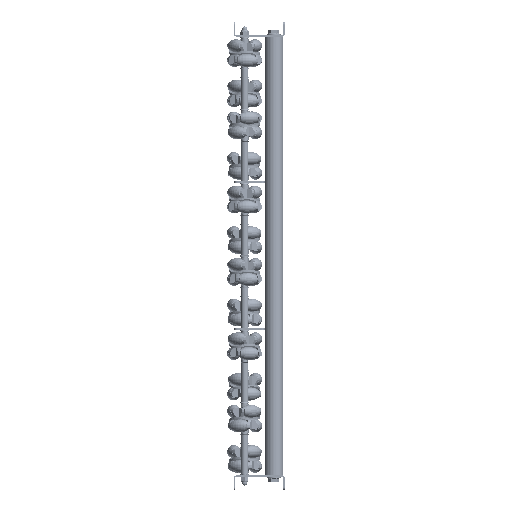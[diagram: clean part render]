
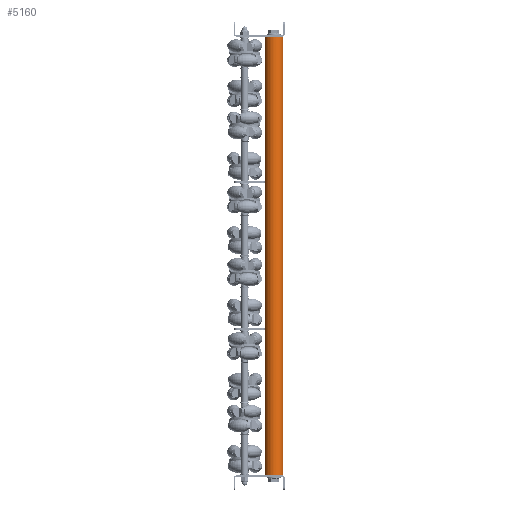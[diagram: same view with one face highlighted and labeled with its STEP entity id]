
A CAD part, left-side view. The second image highlights one B-rep face of the part: STEP entity #5160.
In plain terms, the highlighted cylindrical face has radius 12.5 mm (diameter 25 mm), a partial arc.
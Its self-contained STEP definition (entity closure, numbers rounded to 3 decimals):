
#308 = DIRECTION ( 'NONE',  ( -1., 0., 0. ) ) ;
#875 = DIRECTION ( 'NONE',  ( -1., 0., 0. ) ) ;
#1426 = CARTESIAN_POINT ( 'NONE',  ( 1., 0., 0. ) ) ;
#1656 = CARTESIAN_POINT ( 'NONE',  ( 600., 0., 0. ) ) ;
#1921 = ORIENTED_EDGE ( 'NONE', *, *, #7209, .T. ) ;
#3065 = CYLINDRICAL_SURFACE ( 'NONE', #8719, 12.5 ) ;
#3416 = LINE ( 'NONE', #12073, #8609 ) ;
#4074 = LINE ( 'NONE', #16801, #17159 ) ;
#5160 = ADVANCED_FACE ( 'NONE', ( #7267 ), #3065, .T. ) ;
#5573 = CIRCLE ( 'NONE', #16185, 12.5 ) ;
#5949 = ORIENTED_EDGE ( 'NONE', *, *, #13318, .T. ) ;
#6387 = CARTESIAN_POINT ( 'NONE',  ( 599., 0., 12.5 ) ) ;
#7117 = DIRECTION ( 'NONE',  ( 1., 0., 0. ) ) ;
#7209 = EDGE_CURVE ( 'NONE', #16232, #14318, #5573, .T. ) ;
#7267 = FACE_OUTER_BOUND ( 'NONE', #16194, .T. ) ;
#8334 = EDGE_CURVE ( 'NONE', #13803, #16586, #11838, .T. ) ;
#8609 = VECTOR ( 'NONE', #14731, 1000. ) ;
#8657 = CARTESIAN_POINT ( 'NONE',  ( 599., 0., 0. ) ) ;
#8719 = AXIS2_PLACEMENT_3D ( 'NONE', #1656, #308, #13227 ) ;
#11255 = CARTESIAN_POINT ( 'NONE',  ( 1., 0., 12.5 ) ) ;
#11672 = DIRECTION ( 'NONE',  ( 0., 0., -1. ) ) ;
#11770 = DIRECTION ( 'NONE',  ( -1., 0., 0. ) ) ;
#11838 = CIRCLE ( 'NONE', #16964, 12.5 ) ;
#12073 = CARTESIAN_POINT ( 'NONE',  ( 600., 0., -12.5 ) ) ;
#12898 = EDGE_CURVE ( 'NONE', #13803, #14318, #3416, .T. ) ;
#12975 = CARTESIAN_POINT ( 'NONE',  ( 599., 0., -12.5 ) ) ;
#13227 = DIRECTION ( 'NONE',  ( 0., 0., 1. ) ) ;
#13318 = EDGE_CURVE ( 'NONE', #16586, #16232, #4074, .T. ) ;
#13803 = VERTEX_POINT ( 'NONE', #12975 ) ;
#13967 = ORIENTED_EDGE ( 'NONE', *, *, #8334, .T. ) ;
#14318 = VERTEX_POINT ( 'NONE', #17848 ) ;
#14531 = DIRECTION ( 'NONE',  ( 0., 0., -1. ) ) ;
#14731 = DIRECTION ( 'NONE',  ( -1., 0., 0. ) ) ;
#16185 = AXIS2_PLACEMENT_3D ( 'NONE', #1426, #7117, #11672 ) ;
#16194 = EDGE_LOOP ( 'NONE', ( #16929, #13967, #5949, #1921 ) ) ;
#16232 = VERTEX_POINT ( 'NONE', #11255 ) ;
#16586 = VERTEX_POINT ( 'NONE', #6387 ) ;
#16801 = CARTESIAN_POINT ( 'NONE',  ( 600., 0., 12.5 ) ) ;
#16929 = ORIENTED_EDGE ( 'NONE', *, *, #12898, .F. ) ;
#16964 = AXIS2_PLACEMENT_3D ( 'NONE', #8657, #11770, #14531 ) ;
#17159 = VECTOR ( 'NONE', #875, 1000. ) ;
#17848 = CARTESIAN_POINT ( 'NONE',  ( 1., 0., -12.5 ) ) ;
